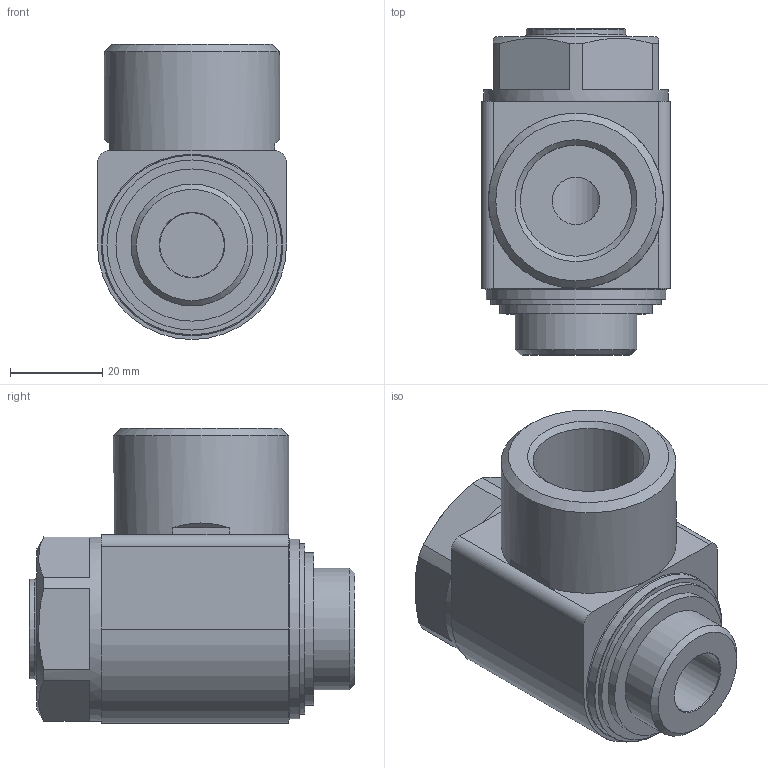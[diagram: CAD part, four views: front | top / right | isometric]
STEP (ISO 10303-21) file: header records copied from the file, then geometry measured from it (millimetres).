
FILE_DESCRIPTION(/* description */ ('STEP AP214'),/* implementation_level */ '2;1');
FILE_NAME(/* name */ '151180_GRLA-3_4-B',/* time_stamp */ '2024-08-28T21:22:22+02:00',/* author */ ('License CC BY-ND 4.0'),/* organization */ ('CADENAS'),/* preprocessor_version */ 'ST-DEVELOPER v19.3',/* originating_system */ 'PARTsolutions',/* authorisation */ ' ');
FILE_SCHEMA (('AUTOMOTIVE_DESIGN {1 0 10303 214 3 1 1}'));
Length unit declared in the file: millimetre
Products named in the file (1): 151180 GRLA-3/4-B
Bounding box: 41 x 70.7 x 64 mm (x, y, z)
Volume: 96130.9 mm3; surface area: 18311.5 mm2
Topology: 1 solids, 1 shells, 64 faces, 143 edges, 89 vertices
Faces by surface type: plane 37, cylinder 14, cone 8, torus 5
Full cylindrical faces by diameter (mm): 10.3 x1, 14 x1, 20.3 x1, 21.6 x1, 24.117 x1, 26.441 x1, 33 x1, 36.9 x1, 38 x1, 39 x1, 40 x1
Entity records: 1674 total; most frequent: CARTESIAN_POINT 323, DIRECTION 291, ORIENTED_EDGE 228, AXIS2_PLACEMENT_3D 123, EDGE_CURVE 114, EDGE_LOOP 96, FACE_BOUND 96, VERTEX_POINT 82
